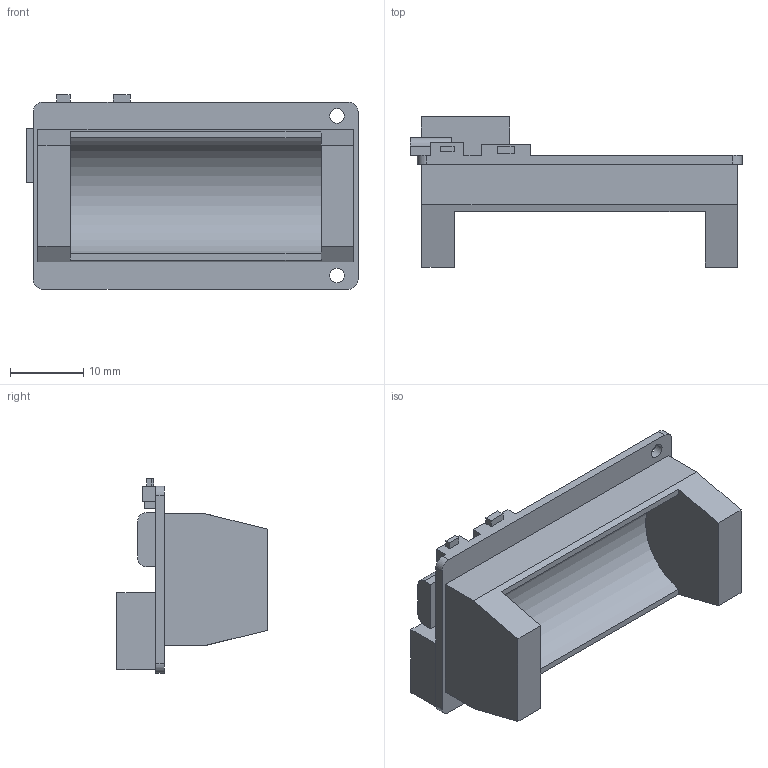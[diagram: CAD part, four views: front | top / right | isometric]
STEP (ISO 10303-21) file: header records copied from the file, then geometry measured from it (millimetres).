
FILE_DESCRIPTION((''),'2;1');
FILE_NAME('PCB','2023-03-29T16:20:08',('HR'),(''),'CREO PARAMETRIC BY PTC INC, 2019010','CREO PARAMETRIC BY PTC INC, 2019010','');
FILE_SCHEMA(('AUTOMOTIVE_DESIGN { 1 0 10303 214 1 1 1 1 }'));
Length unit declared in the file: millimetre
Products named in the file (1): PCB
Bounding box: 45.25 x 20.5 x 26.5 mm (x, y, z)
Volume: 5570.7 mm3; surface area: 4504.4 mm2
Topology: 1 solids, 1 shells, 58 faces, 154 edges, 102 vertices
Faces by surface type: plane 47, cylinder 11
Entity records: 1848 total; most frequent: CARTESIAN_POINT 316, ORIENTED_EDGE 308, DIRECTION 292, EDGE_CURVE 154, VECTOR 132, LINE 132, VERTEX_POINT 102, AXIS2_PLACEMENT_3D 80
